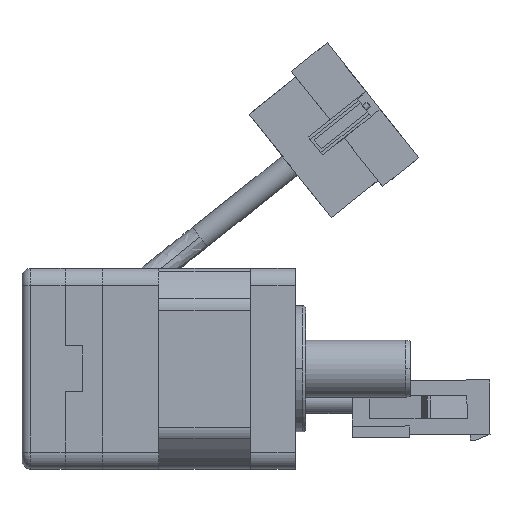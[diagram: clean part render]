
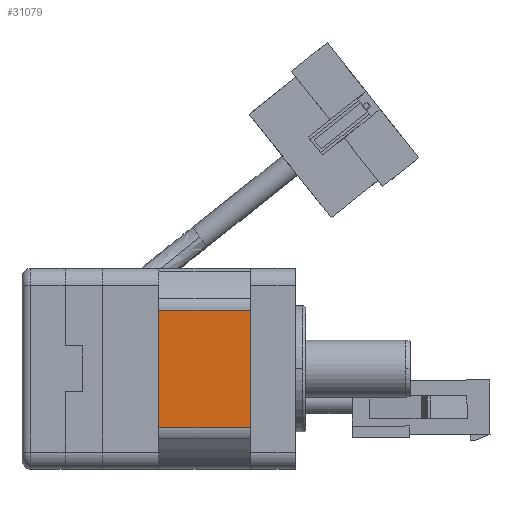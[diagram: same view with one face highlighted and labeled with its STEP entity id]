
A CAD part, left-side view. The second image highlights one B-rep face of the part: STEP entity #31079.
In plain terms, the highlighted planar face has unit normal (-1, 0, 0).
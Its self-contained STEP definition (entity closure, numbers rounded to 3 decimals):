
#2409 = VECTOR ( 'NONE', #44777, 1000. ) ;
#2897 = CARTESIAN_POINT ( 'NONE',  ( -17.5, 16., -14.2 ) ) ;
#5010 = ORIENTED_EDGE ( 'NONE', *, *, #7283, .F. ) ;
#7283 = EDGE_CURVE ( 'NONE', #40655, #33792, #61462, .T. ) ;
#7392 = EDGE_CURVE ( 'NONE', #33792, #15792, #65629, .T. ) ;
#9144 = FACE_OUTER_BOUND ( 'NONE', #26852, .T. ) ;
#13897 = DIRECTION ( 'NONE',  ( 0., 0., 1. ) ) ;
#14188 = DIRECTION ( 'NONE',  ( 0., 0., -1. ) ) ;
#14278 = ORIENTED_EDGE ( 'NONE', *, *, #30210, .F. ) ;
#14347 = DIRECTION ( 'NONE',  ( 1., 0., 0. ) ) ;
#14422 = CARTESIAN_POINT ( 'NONE',  ( -17.5, 16., 10.228 ) ) ;
#14437 = PLANE ( 'NONE',  #38337 ) ;
#15792 = VERTEX_POINT ( 'NONE', #28113 ) ;
#16294 = VECTOR ( 'NONE', #13897, 1000. ) ;
#16759 = VECTOR ( 'NONE', #36240, 1000. ) ;
#18179 = CARTESIAN_POINT ( 'NONE',  ( -17.5, 0., 10.228 ) ) ;
#18427 = CARTESIAN_POINT ( 'NONE',  ( -17.5, 0., -10.228 ) ) ;
#22619 = VECTOR ( 'NONE', #30805, 1000. ) ;
#26852 = EDGE_LOOP ( 'NONE', ( #5010, #14278, #37873, #43895 ) ) ;
#28113 = CARTESIAN_POINT ( 'NONE',  ( -17.5, 16., -10.228 ) ) ;
#30210 = EDGE_CURVE ( 'NONE', #42489, #40655, #45707, .T. ) ;
#30623 = LINE ( 'NONE', #2897, #16294 ) ;
#30805 = DIRECTION ( 'NONE',  ( 0., 1., 0. ) ) ;
#31062 = CARTESIAN_POINT ( 'NONE',  ( -17.5, 16., -10.228 ) ) ;
#31079 = ADVANCED_FACE ( 'NONE', ( #9144 ), #14437, .F. ) ;
#33792 = VERTEX_POINT ( 'NONE', #18427 ) ;
#36240 = DIRECTION ( 'NONE',  ( 0., 0., -1. ) ) ;
#36399 = CARTESIAN_POINT ( 'NONE',  ( -17.5, 0., -14.2 ) ) ;
#37873 = ORIENTED_EDGE ( 'NONE', *, *, #53463, .F. ) ;
#38337 = AXIS2_PLACEMENT_3D ( 'NONE', #14422, #14347, #14188 ) ;
#40655 = VERTEX_POINT ( 'NONE', #18179 ) ;
#42489 = VERTEX_POINT ( 'NONE', #66942 ) ;
#43895 = ORIENTED_EDGE ( 'NONE', *, *, #7392, .F. ) ;
#44777 = DIRECTION ( 'NONE',  ( 0., -1., 0. ) ) ;
#44911 = CARTESIAN_POINT ( 'NONE',  ( -17.5, 16., 10.228 ) ) ;
#45707 = LINE ( 'NONE', #44911, #2409 ) ;
#53463 = EDGE_CURVE ( 'NONE', #15792, #42489, #30623, .T. ) ;
#61462 = LINE ( 'NONE', #36399, #16759 ) ;
#65629 = LINE ( 'NONE', #31062, #22619 ) ;
#66942 = CARTESIAN_POINT ( 'NONE',  ( -17.5, 16., 10.228 ) ) ;
